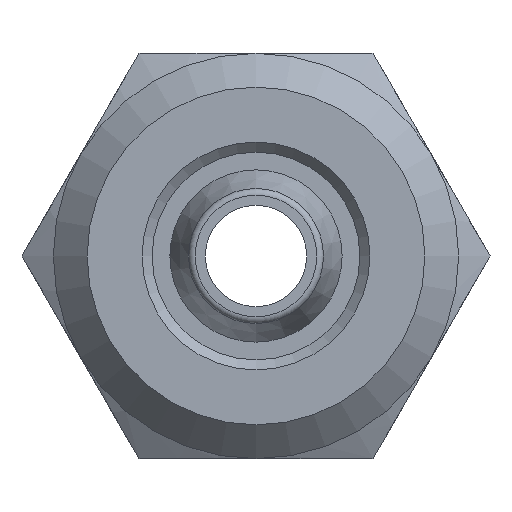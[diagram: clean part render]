
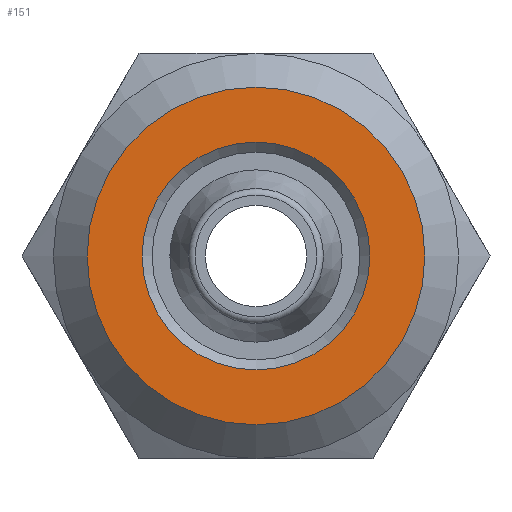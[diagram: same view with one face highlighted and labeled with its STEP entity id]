
A CAD part, front view. The second image highlights one B-rep face of the part: STEP entity #151.
In plain terms, the highlighted planar face has unit normal (0, -1, 0).
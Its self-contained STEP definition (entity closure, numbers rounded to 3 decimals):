
#151 = ADVANCED_FACE( 'NONE', ( #346, #347 ), #348, .T. );
#346 = FACE_OUTER_BOUND( '', #599, .T. );
#347 = FACE_BOUND( '', #600, .T. );
#348 = PLANE( '', #601 );
#599 = EDGE_LOOP( '', ( #981 ) );
#600 = EDGE_LOOP( '', ( #982 ) );
#601 = AXIS2_PLACEMENT_3D( '', #983, #984, #985 );
#981 = ORIENTED_EDGE( '', *, *, #1385, .F. );
#982 = ORIENTED_EDGE( '', *, *, #1386, .T. );
#983 = CARTESIAN_POINT( '', ( 5., 2.5, 0. ) );
#984 = DIRECTION( '', ( 0., -1., 0. ) );
#985 = DIRECTION( '', ( -1., 0., 0. ) );
#1385 = EDGE_CURVE( 'NONE', #1645, #1645, #1646, .T. );
#1386 = EDGE_CURVE( 'NONE', #1647, #1647, #1648, .T. );
#1645 = VERTEX_POINT( '', #2113 );
#1646 = CIRCLE( '', #2114, 5. );
#1647 = VERTEX_POINT( '', #2115 );
#1648 = CIRCLE( '', #2116, 3.375 );
#2113 = CARTESIAN_POINT( '', ( 0., 2.5, 5. ) );
#2114 = AXIS2_PLACEMENT_3D( '', #2346, #2347, #2348 );
#2115 = CARTESIAN_POINT( '', ( 0., 2.5, 3.375 ) );
#2116 = AXIS2_PLACEMENT_3D( '', #2349, #2350, #2351 );
#2346 = CARTESIAN_POINT( '', ( 0., 2.5, 0. ) );
#2347 = DIRECTION( '', ( 0., 1., 0. ) );
#2348 = DIRECTION( '', ( 0., 0., 1. ) );
#2349 = CARTESIAN_POINT( '', ( 0., 2.5, 0. ) );
#2350 = DIRECTION( '', ( 0., 1., 0. ) );
#2351 = DIRECTION( '', ( 0., 0., 1. ) );
